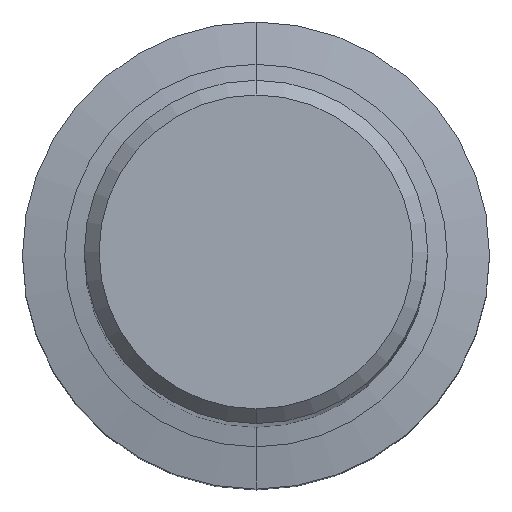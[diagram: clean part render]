
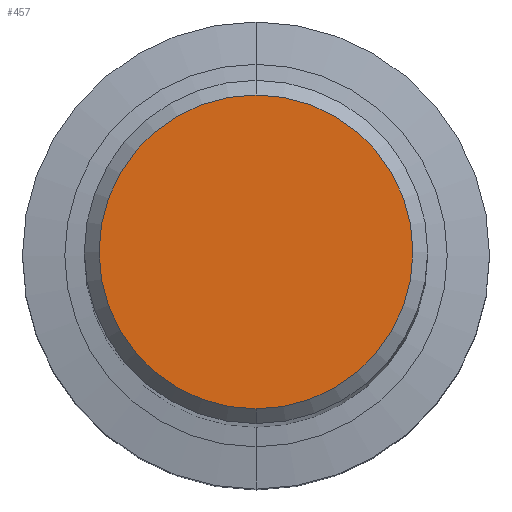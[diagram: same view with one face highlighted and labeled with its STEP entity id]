
A CAD part, top view. The second image highlights one B-rep face of the part: STEP entity #457.
In plain terms, the highlighted planar face has unit normal (0, 0, 1).
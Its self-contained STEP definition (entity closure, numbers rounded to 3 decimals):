
#213=EDGE_CURVE('',#503,#261,#569,.T.);
#261=VERTEX_POINT('',#623);
#457=ADVANCED_FACE('',(#840),#841,.T.);
#479=EDGE_CURVE('',#261,#503,#864,.T.);
#503=VERTEX_POINT('',#891);
#569=CIRCLE('',#957,6.4);
#623=CARTESIAN_POINT('',(0.0,6.4,0.0));
#840=FACE_OUTER_BOUND('',#1572,.T.);
#841=PLANE('',#1573);
#864=CIRCLE('',#1618,6.4);
#891=CARTESIAN_POINT('',(0.,-6.4,0.0));
#957=AXIS2_PLACEMENT_3D('',#1719,#1720,#1721);
#1572=EDGE_LOOP('',(#2038,#2039));
#1573=AXIS2_PLACEMENT_3D('',#2040,#2041,#2042);
#1618=AXIS2_PLACEMENT_3D('',#2059,#2060,#2061);
#1719=CARTESIAN_POINT('',(0.0,0.0,0.0));
#1720=DIRECTION('',(0.0,0.0,-1.0));
#1721=DIRECTION('',(0.0,1.0,0.0));
#2038=ORIENTED_EDGE('',*,*,#479,.F.);
#2039=ORIENTED_EDGE('',*,*,#213,.F.);
#2040=CARTESIAN_POINT('',(0.0,3.2,0.0));
#2041=DIRECTION('',(-0.0,0.0,1.0));
#2042=DIRECTION('',(0.0,-1.0,0.0));
#2059=CARTESIAN_POINT('',(0.0,0.0,0.0));
#2060=DIRECTION('',(0.0,0.0,-1.0));
#2061=DIRECTION('',(0.0,1.0,0.0));
